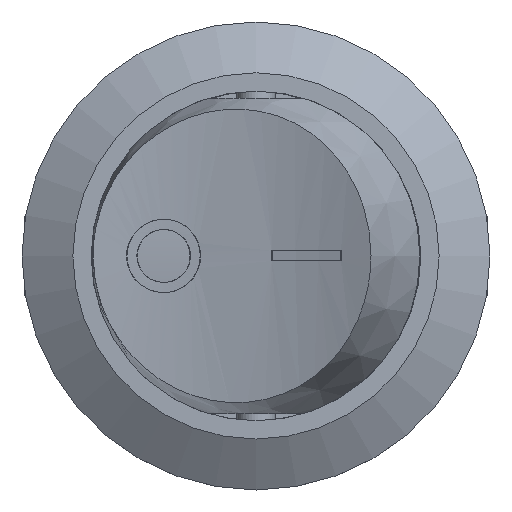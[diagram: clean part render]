
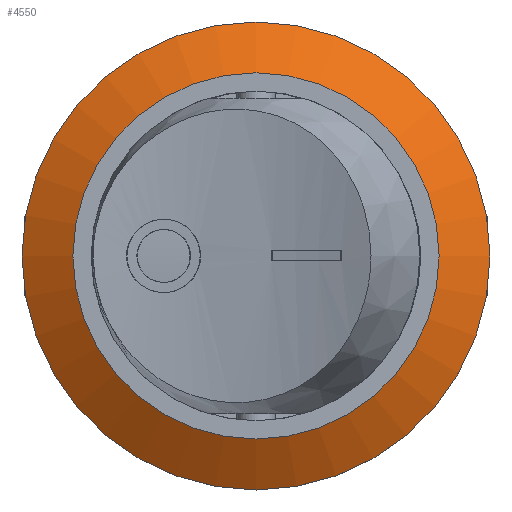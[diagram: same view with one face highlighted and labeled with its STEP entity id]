
A CAD part, top view. The second image highlights one B-rep face of the part: STEP entity #4550.
In plain terms, the highlighted conical face has half-angle 59.036 degrees and reference radius 10.25 mm.
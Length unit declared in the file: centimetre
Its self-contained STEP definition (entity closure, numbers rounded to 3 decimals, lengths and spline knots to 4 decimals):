
#141=CONICAL_SURFACE('',#4828,1.025,1.03);
#420=FACE_OUTER_BOUND('',#679,.T.);
#679=EDGE_LOOP('',(#4107,#4108,#4109,#4110));
#749=CIRCLE('',#4829,1.15);
#750=CIRCLE('',#4830,0.9);
#1244=LINE('',#8013,#1745);
#1745=VECTOR('',#5846,1.025);
#2186=VERTEX_POINT('',#8010);
#2187=VERTEX_POINT('',#8012);
#2833=EDGE_CURVE('',#2186,#2186,#749,.T.);
#2834=EDGE_CURVE('',#2186,#2187,#1244,.T.);
#2835=EDGE_CURVE('',#2187,#2187,#750,.T.);
#4107=ORIENTED_EDGE('',*,*,#2833,.T.);
#4108=ORIENTED_EDGE('',*,*,#2834,.T.);
#4109=ORIENTED_EDGE('',*,*,#2835,.T.);
#4110=ORIENTED_EDGE('',*,*,#2834,.F.);
#4550=ADVANCED_FACE('',(#420),#141,.T.);
#4828=AXIS2_PLACEMENT_3D('',#8009,#5842,#5843);
#4829=AXIS2_PLACEMENT_3D('',#8011,#5844,#5845);
#4830=AXIS2_PLACEMENT_3D('',#8014,#5847,#5848);
#5842=DIRECTION('center_axis',(0.,0.,-1.));
#5843=DIRECTION('ref_axis',(-1.,0.,0.));
#5844=DIRECTION('center_axis',(0.,0.,1.));
#5845=DIRECTION('ref_axis',(-1.,0.,0.));
#5846=DIRECTION('',(-0.857,0.,0.514));
#5847=DIRECTION('center_axis',(0.,0.,-1.));
#5848=DIRECTION('ref_axis',(-1.,0.,0.));
#8009=CARTESIAN_POINT('Origin',(0.,0.,1.585));
#8010=CARTESIAN_POINT('',(1.15,0.,1.51));
#8011=CARTESIAN_POINT('Origin',(0.,0.,1.51));
#8012=CARTESIAN_POINT('',(0.9,0.,1.66));
#8013=CARTESIAN_POINT('',(1.025,0.,1.585));
#8014=CARTESIAN_POINT('Origin',(0.,0.,1.66));
